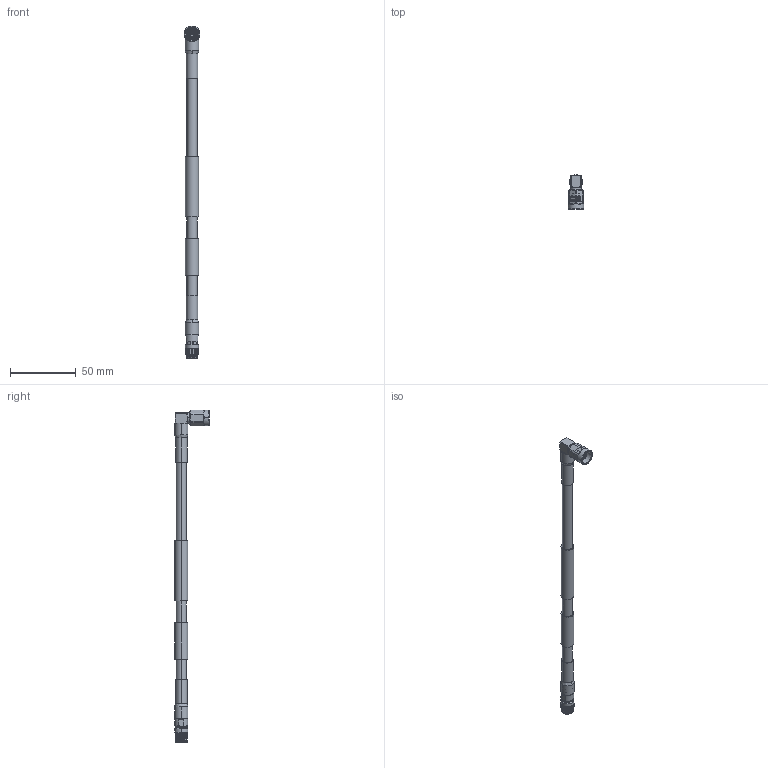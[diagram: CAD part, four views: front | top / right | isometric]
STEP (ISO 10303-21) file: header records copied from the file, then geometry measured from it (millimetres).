
FILE_DESCRIPTION (( 'STEP AP214' ), '1' );
FILE_NAME ('FMCA2265.step', '2021-02-09T19:10:46', ( '' ), ( '' ), 'SwSTEP 2.0', 'SolidWorks 2018', '' );
FILE_SCHEMA (( 'AUTOMOTIVE_DESIGN' ));
Length unit declared in the file: inch
Products named in the file (5): FMCN1709^FMCA2265; Heat Shrink^FMCA2265; FMCN1710^FMCA2265; FMCA2265; FM-1/4SFHC^FMCA2265
Assembly tree (5 placements, depth 2):
  FMCA2265
    FM-1/4SFHC^FMCA2265
    Heat Shrink^FMCA2265  x2
    FMCN1709^FMCA2265
    FMCN1710^FMCA2265
Bounding box: 12 x 26.23 x 252.37 mm (x, y, z)
Volume: 16600.3 mm3; surface area: 10072.7 mm2
Topology: 5 solids, 5 shells, 356 faces, 919 edges, 590 vertices
Faces by surface type: plane 153, cylinder 110, cone 65, bspline 19, torus 9
Entity records: 14940 total; most frequent: CARTESIAN_POINT 6680, ORIENTED_EDGE 1798, DIRECTION 1568, EDGE_CURVE 899, AXIS2_PLACEMENT_3D 608, VERTEX_POINT 578, EDGE_LOOP 373, VECTOR 352
